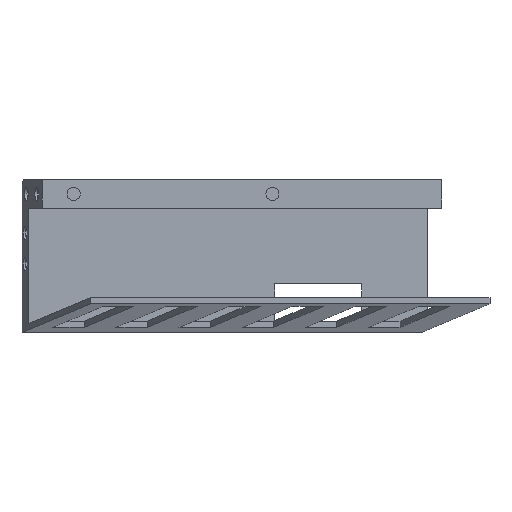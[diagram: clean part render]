
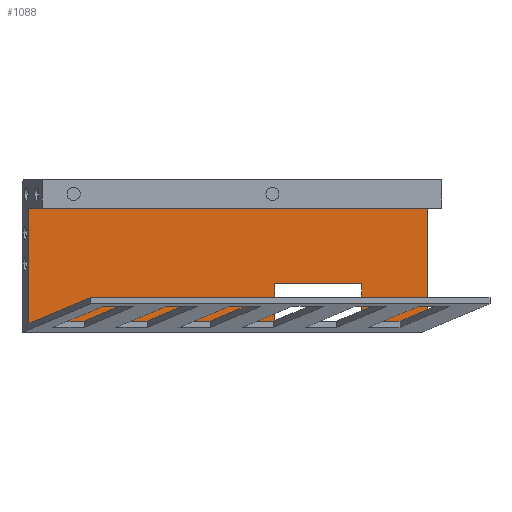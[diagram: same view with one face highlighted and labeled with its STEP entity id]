
A CAD part, front view. The second image highlights one B-rep face of the part: STEP entity #1088.
In plain terms, the highlighted planar face has unit normal (0, -1, 0).
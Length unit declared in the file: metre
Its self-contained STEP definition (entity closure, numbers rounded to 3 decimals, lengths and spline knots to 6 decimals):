
#69=ORIENTED_EDGE('',*,*,#355,.T.);
#70=ORIENTED_EDGE('',*,*,#356,.T.);
#71=ORIENTED_EDGE('',*,*,#357,.T.);
#72=ORIENTED_EDGE('',*,*,#358,.F.);
#73=ORIENTED_EDGE('',*,*,#359,.T.);
#74=ORIENTED_EDGE('',*,*,#360,.T.);
#75=ORIENTED_EDGE('',*,*,#361,.F.);
#76=ORIENTED_EDGE('',*,*,#362,.F.);
#355=EDGE_CURVE('',#498,#499,#602,.T.);
#356=EDGE_CURVE('',#499,#500,#603,.T.);
#357=EDGE_CURVE('',#500,#501,#604,.T.);
#358=EDGE_CURVE('',#502,#501,#605,.T.);
#359=EDGE_CURVE('',#502,#503,#606,.T.);
#360=EDGE_CURVE('',#503,#504,#607,.T.);
#361=EDGE_CURVE('',#505,#504,#608,.T.);
#362=EDGE_CURVE('',#498,#505,#609,.T.);
#498=VERTEX_POINT('',#1573);
#499=VERTEX_POINT('',#1574);
#500=VERTEX_POINT('',#1576);
#501=VERTEX_POINT('',#1578);
#502=VERTEX_POINT('',#1580);
#503=VERTEX_POINT('',#1582);
#504=VERTEX_POINT('',#1584);
#505=VERTEX_POINT('',#1586);
#602=LINE('',#1572,#715);
#603=LINE('',#1575,#716);
#604=LINE('',#1577,#717);
#605=LINE('',#1579,#718);
#606=LINE('',#1581,#719);
#607=LINE('',#1583,#720);
#608=LINE('',#1585,#721);
#609=LINE('',#1587,#722);
#715=VECTOR('',#1272,1.);
#716=VECTOR('',#1273,1.);
#717=VECTOR('',#1274,1.);
#718=VECTOR('',#1275,1.);
#719=VECTOR('',#1276,1.);
#720=VECTOR('',#1277,1.);
#721=VECTOR('',#1278,1.);
#722=VECTOR('',#1279,1.);
#822=EDGE_LOOP('',(#69,#70,#71,#72,#73,#74,#75,#76));
#931=FACE_BOUND('',#822,.T.);
#1039=PLANE('',#1169);
#1088=ADVANCED_FACE('',(#931),#1039,.T.);
#1169=AXIS2_PLACEMENT_3D('',#1571,#1270,#1271);
#1270=DIRECTION('',(0.,-1.,0.));
#1271=DIRECTION('',(0.,0.,-1.));
#1272=DIRECTION('',(1.,0.,0.));
#1273=DIRECTION('',(0.,0.,1.));
#1274=DIRECTION('',(1.,0.,0.));
#1275=DIRECTION('',(0.,0.,1.));
#1276=DIRECTION('',(1.,0.,0.));
#1277=DIRECTION('',(0.,0.,1.));
#1278=DIRECTION('',(1.,0.,0.));
#1279=DIRECTION('',(0.,0.,1.));
#1571=CARTESIAN_POINT('',(-0.0005,0.183,-0.046454));
#1572=CARTESIAN_POINT('',(-0.0005,0.183,-0.046452));
#1573=CARTESIAN_POINT('',(-0.09825,0.183,-0.046452));
#1574=CARTESIAN_POINT('',(0.000896,0.183,-0.046452));
#1575=CARTESIAN_POINT('',(0.000896,0.183,-0.038452));
#1576=CARTESIAN_POINT('',(0.000896,0.183,-0.030452));
#1577=CARTESIAN_POINT('',(0.018396,0.183,-0.030452));
#1578=CARTESIAN_POINT('',(0.035896,0.183,-0.030452));
#1579=CARTESIAN_POINT('',(0.035896,0.183,-0.038452));
#1580=CARTESIAN_POINT('',(0.035896,0.183,-0.046452));
#1581=CARTESIAN_POINT('',(-0.0005,0.183,-0.046452));
#1582=CARTESIAN_POINT('',(0.0625,0.183,-0.046452));
#1583=CARTESIAN_POINT('',(0.0625,0.183,-0.046454));
#1584=CARTESIAN_POINT('',(0.0625,0.183,0.));
#1585=CARTESIAN_POINT('',(-0.0005,0.183,0.));
#1586=CARTESIAN_POINT('',(-0.09825,0.183,0.));
#1587=CARTESIAN_POINT('',(-0.09825,0.183,-0.046454));
